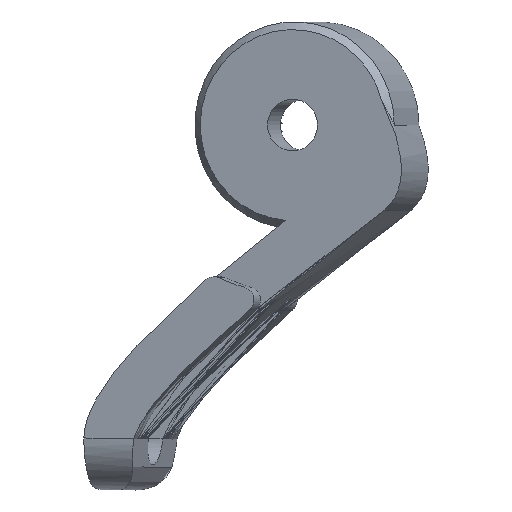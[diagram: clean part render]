
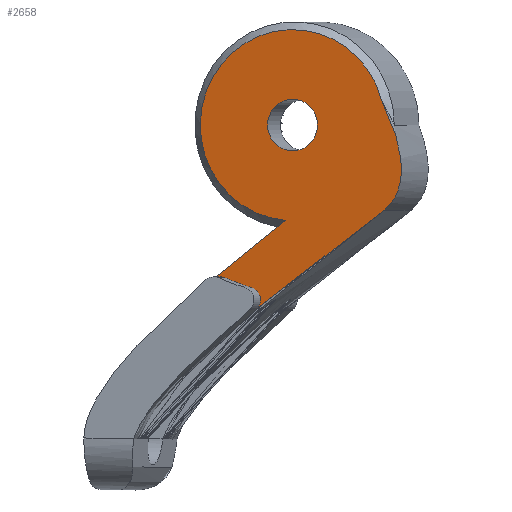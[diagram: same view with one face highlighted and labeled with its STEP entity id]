
A CAD part, top view. The second image highlights one B-rep face of the part: STEP entity #2658.
In plain terms, the highlighted planar face has unit normal (-0.259, 0, 0.966).
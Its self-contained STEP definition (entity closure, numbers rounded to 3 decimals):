
#34=B_SPLINE_CURVE_WITH_KNOTS('',3,(#4390,#4391,#4392,#4393,#4394,#4395),
 .UNSPECIFIED.,.F.,.F.,(4,2,4),(-0.311,-0.292,-0.002),
 .UNSPECIFIED.);
#42=B_SPLINE_CURVE_WITH_KNOTS('',3,(#4555,#4556,#4557,#4558),
 .UNSPECIFIED.,.F.,.F.,(4,4),(0.,0.372),
 .UNSPECIFIED.);
#52=B_SPLINE_CURVE_WITH_KNOTS('',3,(#4726,#4727,#4728,#4729),
 .UNSPECIFIED.,.F.,.F.,(4,4),(0.,0.544),
 .UNSPECIFIED.);
#53=B_SPLINE_CURVE_WITH_KNOTS('',3,(#4731,#4732,#4733,#4734,#4735),
 .UNSPECIFIED.,.F.,.F.,(4,1,4),(0.,0.024,0.056),
 .UNSPECIFIED.);
#54=B_SPLINE_CURVE_WITH_KNOTS('',3,(#4738,#4739,#4740,#4741,#4742,#4743),
 .UNSPECIFIED.,.F.,.F.,(4,1,1,4),(0.,0.031,0.063,
0.11),.UNSPECIFIED.);
#61=FACE_BOUND('',#402,.T.);
#138=PLANE('',#2881);
#263=FACE_OUTER_BOUND('',#401,.T.);
#401=EDGE_LOOP('',(#2314,#2315,#2316,#2317,#2318,#2319,#2320));
#402=EDGE_LOOP('',(#2321));
#966=CIRCLE('',#2689,1.);
#1038=CIRCLE('',#2879,3.7);
#1040=CIRCLE('',#2882,6.5);
#1052=VERTEX_POINT('',#3619);
#1276=VERTEX_POINT('',#4387);
#1277=VERTEX_POINT('',#4389);
#1289=VERTEX_POINT('',#4552);
#1290=VERTEX_POINT('',#4554);
#1301=VERTEX_POINT('',#4708);
#1303=VERTEX_POINT('',#4730);
#1304=VERTEX_POINT('',#4736);
#1314=EDGE_CURVE('',#1052,#1052,#966,.T.);
#1647=EDGE_CURVE('',#1277,#1276,#34,.T.);
#1663=EDGE_CURVE('',#1290,#1289,#42,.F.);
#1681=EDGE_CURVE('',#1290,#1301,#1038,.T.);
#1684=EDGE_CURVE('',#1301,#1276,#52,.T.);
#1685=EDGE_CURVE('',#1303,#1289,#53,.F.);
#1686=EDGE_CURVE('',#1304,#1303,#1040,.T.);
#1687=EDGE_CURVE('',#1277,#1304,#54,.F.);
#2314=ORIENTED_EDGE('',*,*,#1684,.F.);
#2315=ORIENTED_EDGE('',*,*,#1681,.F.);
#2316=ORIENTED_EDGE('',*,*,#1663,.T.);
#2317=ORIENTED_EDGE('',*,*,#1685,.F.);
#2318=ORIENTED_EDGE('',*,*,#1686,.F.);
#2319=ORIENTED_EDGE('',*,*,#1687,.F.);
#2320=ORIENTED_EDGE('',*,*,#1647,.T.);
#2321=ORIENTED_EDGE('',*,*,#1314,.T.);
#2658=ADVANCED_FACE('',(#263,#61),#138,.T.);
#2689=AXIS2_PLACEMENT_3D('',#3620,#2910,#2911);
#2879=AXIS2_PLACEMENT_3D('',#4709,#3558,#3559);
#2881=AXIS2_PLACEMENT_3D('',#4725,#3562,#3563);
#2882=AXIS2_PLACEMENT_3D('',#4737,#3564,#3565);
#2910=DIRECTION('center_axis',(0.259,0.,-0.966));
#2911=DIRECTION('ref_axis',(0.,-1.,0.));
#3558=DIRECTION('center_axis',(0.259,0.,-0.966));
#3559=DIRECTION('ref_axis',(-0.74,-0.643,-0.198));
#3562=DIRECTION('center_axis',(-0.259,0.,
0.966));
#3563=DIRECTION('ref_axis',(-0.74,-0.643,-0.198));
#3564=DIRECTION('center_axis',(0.259,0.,-0.966));
#3565=DIRECTION('ref_axis',(-0.74,-0.643,-0.198));
#3619=CARTESIAN_POINT('',(9.545,13.119,3.408));
#3620=CARTESIAN_POINT('Origin',(9.545,12.119,3.408));
#4387=CARTESIAN_POINT('',(13.106,8.828,4.362));
#4389=CARTESIAN_POINT('',(8.124,4.963,3.027));
#4390=CARTESIAN_POINT('Ctrl Pts',(8.124,4.963,3.027));
#4391=CARTESIAN_POINT('Ctrl Pts',(8.211,5.037,3.051));
#4392=CARTESIAN_POINT('Ctrl Pts',(8.3,5.111,3.074));
#4393=CARTESIAN_POINT('Ctrl Pts',(9.7,6.281,3.449));
#4394=CARTESIAN_POINT('Ctrl Pts',(11.274,7.497,3.871));
#4395=CARTESIAN_POINT('Ctrl Pts',(13.106,8.828,4.362));
#4552=CARTESIAN_POINT('',(6.448,6.125,2.578));
#4554=CARTESIAN_POINT('',(9.277,8.429,3.336));
#4555=CARTESIAN_POINT('Ctrl Pts',(6.448,6.125,2.578));
#4556=CARTESIAN_POINT('Ctrl Pts',(7.281,6.845,2.801));
#4557=CARTESIAN_POINT('Ctrl Pts',(8.224,7.613,3.054));
#4558=CARTESIAN_POINT('Ctrl Pts',(9.277,8.429,3.336));
#4708=CARTESIAN_POINT('',(12.997,13.077,4.333));
#4709=CARTESIAN_POINT('Origin',(9.545,12.119,3.408));
#4725=CARTESIAN_POINT('Origin',(9.085,11.135,3.285));
#4726=CARTESIAN_POINT('Ctrl Pts',(12.997,13.077,4.333));
#4727=CARTESIAN_POINT('Ctrl Pts',(13.982,11.037,4.597));
#4728=CARTESIAN_POINT('Ctrl Pts',(14.019,9.62,4.607));
#4729=CARTESIAN_POINT('Ctrl Pts',(13.106,8.828,4.362));
#4730=CARTESIAN_POINT('',(6.957,6.196,2.714));
#4731=CARTESIAN_POINT('Ctrl Pts',(6.448,6.125,2.578));
#4732=CARTESIAN_POINT('Ctrl Pts',(6.508,6.176,2.594));
#4733=CARTESIAN_POINT('Ctrl Pts',(6.674,6.261,2.639));
#4734=CARTESIAN_POINT('Ctrl Pts',(6.863,6.24,2.689));
#4735=CARTESIAN_POINT('Ctrl Pts',(6.957,6.196,2.714));
#4736=CARTESIAN_POINT('',(7.942,5.834,2.978));
#4737=CARTESIAN_POINT('Origin',(9.545,12.119,3.408));
#4738=CARTESIAN_POINT('Ctrl Pts',(7.942,5.834,2.978));
#4739=CARTESIAN_POINT('Ctrl Pts',(8.04,5.807,3.005));
#4740=CARTESIAN_POINT('Ctrl Pts',(8.218,5.688,3.052));
#4741=CARTESIAN_POINT('Ctrl Pts',(8.354,5.329,3.089));
#4742=CARTESIAN_POINT('Ctrl Pts',(8.242,5.063,3.059));
#4743=CARTESIAN_POINT('Ctrl Pts',(8.124,4.963,3.027));
